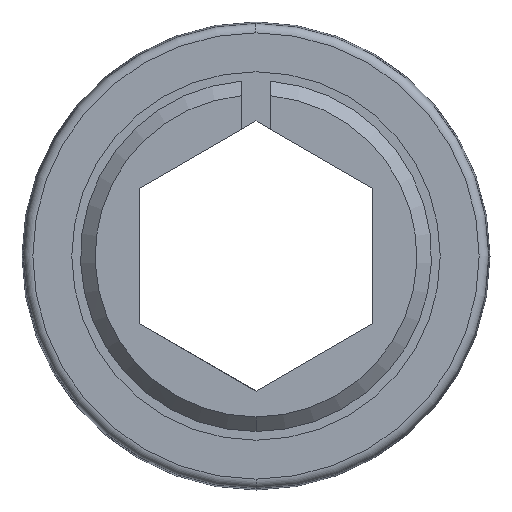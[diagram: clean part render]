
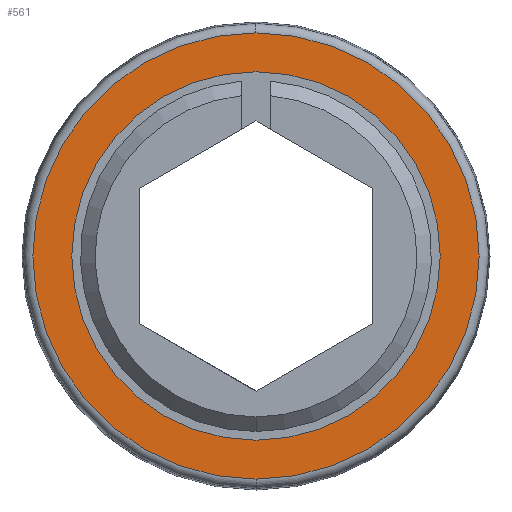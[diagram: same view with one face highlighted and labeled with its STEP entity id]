
A CAD part, left-side view. The second image highlights one B-rep face of the part: STEP entity #561.
In plain terms, the highlighted planar face has unit normal (-1, 0, 0).
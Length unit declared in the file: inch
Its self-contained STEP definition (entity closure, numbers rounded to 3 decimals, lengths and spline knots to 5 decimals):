
#75 = DIRECTION ( 'NONE',  ( 1., 0., 0. ) ) ;
#95 = ORIENTED_EDGE ( 'NONE', *, *, #228, .T. ) ;
#100 = DIRECTION ( 'NONE',  ( 0., 0., -1. ) ) ;
#114 = CIRCLE ( 'NONE', #193, 0.47684 ) ;
#177 = CIRCLE ( 'NONE', #605, 0.47684 ) ;
#193 = AXIS2_PLACEMENT_3D ( 'NONE', #780, #924, #100 ) ;
#206 = CARTESIAN_POINT ( 'NONE',  ( -0.21875, 0., 0. ) ) ;
#213 = EDGE_CURVE ( 'NONE', #590, #507, #305, .T. ) ;
#224 = CARTESIAN_POINT ( 'NONE',  ( -0.21875, 0., 0. ) ) ;
#228 = EDGE_CURVE ( 'NONE', #267, #345, #177, .T. ) ;
#240 = CIRCLE ( 'NONE', #575, 0.3937 ) ;
#267 = VERTEX_POINT ( 'NONE', #912 ) ;
#300 = PLANE ( 'NONE',  #653 ) ;
#305 = CIRCLE ( 'NONE', #514, 0.3937 ) ;
#316 = EDGE_CURVE ( 'NONE', #345, #267, #114, .T. ) ;
#345 = VERTEX_POINT ( 'NONE', #927 ) ;
#375 = DIRECTION ( 'NONE',  ( 1., 0., 0. ) ) ;
#379 = DIRECTION ( 'NONE',  ( 0., 0., -1. ) ) ;
#453 = EDGE_CURVE ( 'NONE', #507, #590, #240, .T. ) ;
#474 = ORIENTED_EDGE ( 'NONE', *, *, #213, .T. ) ;
#479 = ORIENTED_EDGE ( 'NONE', *, *, #453, .T. ) ;
#507 = VERTEX_POINT ( 'NONE', #565 ) ;
#514 = AXIS2_PLACEMENT_3D ( 'NONE', #895, #75, #981 ) ;
#537 = CARTESIAN_POINT ( 'NONE',  ( -0.21875, 0., 0. ) ) ;
#561 = ADVANCED_FACE ( 'NONE', ( #597, #980 ), #300, .F. ) ;
#565 = CARTESIAN_POINT ( 'NONE',  ( -0.21875, 0., -0.3937 ) ) ;
#575 = AXIS2_PLACEMENT_3D ( 'NONE', #206, #643, #724 ) ;
#590 = VERTEX_POINT ( 'NONE', #819 ) ;
#595 = ORIENTED_EDGE ( 'NONE', *, *, #316, .T. ) ;
#597 = FACE_BOUND ( 'NONE', #645, .T. ) ;
#603 = DIRECTION ( 'NONE',  ( -1., 0., 0. ) ) ;
#605 = AXIS2_PLACEMENT_3D ( 'NONE', #537, #603, #904 ) ;
#643 = DIRECTION ( 'NONE',  ( 1., 0., 0. ) ) ;
#645 = EDGE_LOOP ( 'NONE', ( #474, #479 ) ) ;
#653 = AXIS2_PLACEMENT_3D ( 'NONE', #224, #375, #379 ) ;
#670 = EDGE_LOOP ( 'NONE', ( #595, #95 ) ) ;
#724 = DIRECTION ( 'NONE',  ( 0., 0., -1. ) ) ;
#780 = CARTESIAN_POINT ( 'NONE',  ( -0.21875, 0., 0. ) ) ;
#819 = CARTESIAN_POINT ( 'NONE',  ( -0.21875, 0., 0.3937 ) ) ;
#895 = CARTESIAN_POINT ( 'NONE',  ( -0.21875, 0., 0. ) ) ;
#904 = DIRECTION ( 'NONE',  ( 0., 0., -1. ) ) ;
#912 = CARTESIAN_POINT ( 'NONE',  ( -0.21875, 0., 0.47684 ) ) ;
#924 = DIRECTION ( 'NONE',  ( -1., 0., 0. ) ) ;
#927 = CARTESIAN_POINT ( 'NONE',  ( -0.21875, 0., -0.47684 ) ) ;
#980 = FACE_OUTER_BOUND ( 'NONE', #670, .T. ) ;
#981 = DIRECTION ( 'NONE',  ( 0., 0., -1. ) ) ;
